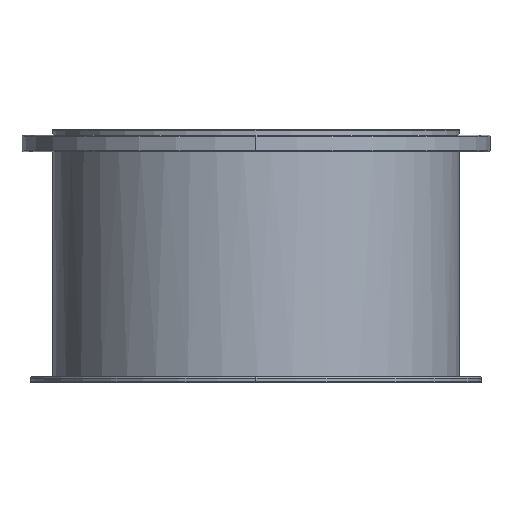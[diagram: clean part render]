
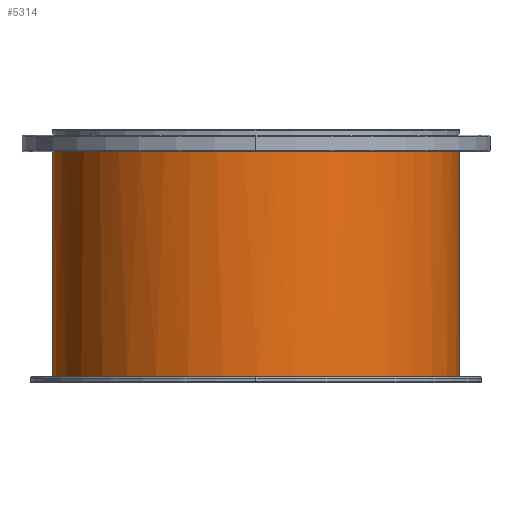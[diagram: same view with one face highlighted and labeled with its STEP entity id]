
A CAD part, front view. The second image highlights one B-rep face of the part: STEP entity #5314.
In plain terms, the highlighted cylindrical face has radius 365 mm (diameter 730 mm), a partial arc.
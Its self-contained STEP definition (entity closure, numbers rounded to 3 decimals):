
#449=CARTESIAN_POINT('',(0.,0.,5.));
#450=DIRECTION('',(0.,0.,-1.));
#451=DIRECTION('',(1.,0.,0.));
#452=AXIS2_PLACEMENT_3D('',#449,#450,#451);
#1399=CARTESIAN_POINT('',(0.,0.,-404.));
#1400=DIRECTION('',(0.,0.,-1.));
#1401=DIRECTION('',(1.,0.,0.));
#1402=AXIS2_PLACEMENT_3D('',#1399,#1400,#1401);
#1404=DIRECTION('',(0.,0.,-1.));
#1405=VECTOR('',#1404,409.);
#1406=CARTESIAN_POINT('',(-364.955,-5.753,5.));
#1407=LINE('',#1406,#1405);
#1408=DIRECTION('',(0.,0.,1.));
#1409=VECTOR('',#1408,409.);
#1410=CARTESIAN_POINT('',(365.,-0.125,-404.));
#1411=LINE('',#1410,#1409);
#2795=CARTESIAN_POINT('',(365.,-0.125,5.));
#2796=VERTEX_POINT('',#2795);
#2817=CARTESIAN_POINT('',(365.,-0.125,-404.));
#2818=CARTESIAN_POINT('',(-364.955,-5.753,-404.));
#2819=VERTEX_POINT('',#2817);
#2820=VERTEX_POINT('',#2818);
#2826=CARTESIAN_POINT('',(-364.955,-5.753,5.));
#2827=VERTEX_POINT('',#2826);
#5300=CARTESIAN_POINT('',(0.,0.,5.));
#5301=DIRECTION('',(0.,0.,-1.));
#5302=DIRECTION('',(-0.016,1.,0.));
#5303=AXIS2_PLACEMENT_3D('',#5300,#5301,#5302);
#5304=CYLINDRICAL_SURFACE('',#5303,365.);
#5306=ORIENTED_EDGE('',*,*,#5305,.T.);
#5308=ORIENTED_EDGE('',*,*,#5307,.F.);
#5309=ORIENTED_EDGE('',*,*,#3695,.F.);
#5311=ORIENTED_EDGE('',*,*,#5310,.F.);
#5312=EDGE_LOOP('',(#5306,#5308,#5309,#5311));
#5313=FACE_OUTER_BOUND('',#5312,.F.);
#5314=ADVANCED_FACE('',(#5313),#5304,.T.);
#453=CIRCLE('',#452,365.);
#1403=CIRCLE('',#1402,365.);
#3695=EDGE_CURVE('',#2796,#2827,#453,.T.);
#5305=EDGE_CURVE('',#2819,#2820,#1403,.T.);
#5307=EDGE_CURVE('',#2827,#2820,#1407,.T.);
#5310=EDGE_CURVE('',#2819,#2796,#1411,.T.);
